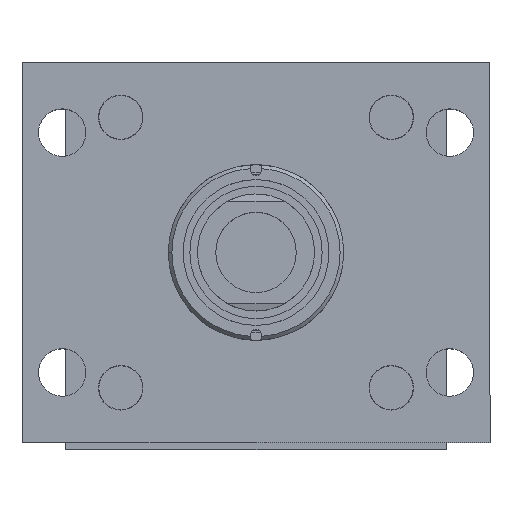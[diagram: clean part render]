
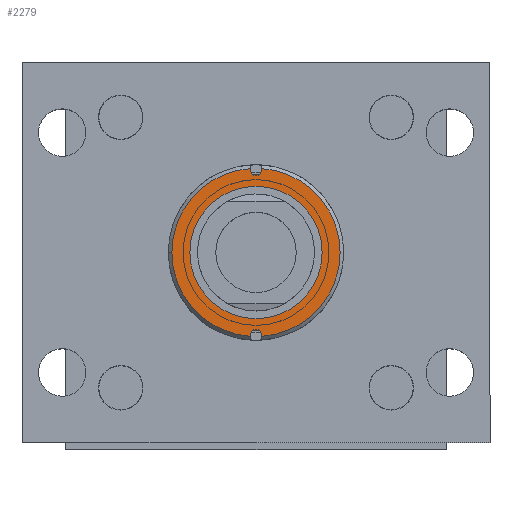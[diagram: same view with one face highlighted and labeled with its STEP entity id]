
A CAD part, top view. The second image highlights one B-rep face of the part: STEP entity #2279.
In plain terms, the highlighted planar face has unit normal (0, 0, 1).
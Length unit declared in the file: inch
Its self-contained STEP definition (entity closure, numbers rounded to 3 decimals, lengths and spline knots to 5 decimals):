
#256 = DIRECTION ( 'NONE',  ( 0., 0., 1. ) ) ;
#272 = AXIS2_PLACEMENT_3D ( 'NONE', #5813, #3421, #5852 ) ;
#494 = EDGE_CURVE ( 'NONE', #4713, #10063, #2360, .T. ) ;
#730 = CARTESIAN_POINT ( 'NONE',  ( 19.1531, 43.55073, -2.93519 ) ) ;
#1021 = EDGE_CURVE ( 'NONE', #5782, #8289, #2229, .T. ) ;
#1069 = CARTESIAN_POINT ( 'NONE',  ( 19.1531, 43.55073, -2.93519 ) ) ;
#1073 = ORIENTED_EDGE ( 'NONE', *, *, #9737, .F. ) ;
#1175 = EDGE_CURVE ( 'NONE', #5487, #8929, #7657, .T. ) ;
#1426 = CIRCLE ( 'NONE', #8482, 0.094 ) ;
#1606 = DIRECTION ( 'NONE',  ( -1., 0., 0. ) ) ;
#1877 = DIRECTION ( 'NONE',  ( 0., -1., 0. ) ) ;
#1960 = CARTESIAN_POINT ( 'NONE',  ( 19.2471, 42.4197, -2.93519 ) ) ;
#1962 = DIRECTION ( 'NONE',  ( 0., 0., -1. ) ) ;
#2117 = ORIENTED_EDGE ( 'NONE', *, *, #494, .T. ) ;
#2151 = AXIS2_PLACEMENT_3D ( 'NONE', #8818, #7958, #8780 ) ;
#2219 = CIRCLE ( 'NONE', #7354, 1.438 ) ;
#2229 = CIRCLE ( 'NONE', #2151, 1.13104 ) ;
#2279 = ADVANCED_FACE ( 'NONE', ( #5985, #10048 ), #4892, .T. ) ;
#2360 = LINE ( 'NONE', #730, #6389 ) ;
#2457 = LINE ( 'NONE', #1069, #4233 ) ;
#2603 = DIRECTION ( 'NONE',  ( 0., 1., 0. ) ) ;
#2699 = AXIS2_PLACEMENT_3D ( 'NONE', #9613, #7202, #1606 ) ;
#2746 = AXIS2_PLACEMENT_3D ( 'NONE', #9085, #1962, #9914 ) ;
#2839 = EDGE_CURVE ( 'NONE', #4940, #8549, #5626, .T. ) ;
#3195 = CARTESIAN_POINT ( 'NONE',  ( 19.3411, 40.98477, -2.93519 ) ) ;
#3286 = DIRECTION ( 'NONE',  ( 1., 0., 0. ) ) ;
#3421 = DIRECTION ( 'NONE',  ( 0., 0., 1. ) ) ;
#3516 = EDGE_CURVE ( 'NONE', #4713, #4506, #1426, .T. ) ;
#3679 = VERTEX_POINT ( 'NONE', #8508 ) ;
#3756 = AXIS2_PLACEMENT_3D ( 'NONE', #4371, #7575, #9123 ) ;
#3950 = LINE ( 'NONE', #9056, #7486 ) ;
#3991 = EDGE_CURVE ( 'NONE', #4506, #5487, #3950, .T. ) ;
#4028 = AXIS2_PLACEMENT_3D ( 'NONE', #8982, #7301, #3286 ) ;
#4233 = VECTOR ( 'NONE', #1877, 39.37008 ) ;
#4311 = CARTESIAN_POINT ( 'NONE',  ( 19.3411, 43.55073, -2.93519 ) ) ;
#4371 = CARTESIAN_POINT ( 'NONE',  ( 19.2471, 42.4197, -2.93519 ) ) ;
#4378 = EDGE_LOOP ( 'NONE', ( #1073, #5561, #7006, #5423, #6799, #2117, #5887, #5291, #6253 ) ) ;
#4506 = VERTEX_POINT ( 'NONE', #8079 ) ;
#4560 = CARTESIAN_POINT ( 'NONE',  ( 19.1531, 43.8257, -2.93519 ) ) ;
#4713 = VERTEX_POINT ( 'NONE', #4560 ) ;
#4880 = CARTESIAN_POINT ( 'NONE',  ( 19.3411, 43.85462, -2.93519 ) ) ;
#4892 = PLANE ( 'NONE',  #4028 ) ;
#4940 = VERTEX_POINT ( 'NONE', #10313 ) ;
#5100 = CARTESIAN_POINT ( 'NONE',  ( 19.2471, 43.8257, -2.93519 ) ) ;
#5291 = ORIENTED_EDGE ( 'NONE', *, *, #2839, .F. ) ;
#5423 = ORIENTED_EDGE ( 'NONE', *, *, #3991, .F. ) ;
#5487 = VERTEX_POINT ( 'NONE', #4880 ) ;
#5561 = ORIENTED_EDGE ( 'NONE', *, *, #6400, .T. ) ;
#5626 = CIRCLE ( 'NONE', #2746, 1.438 ) ;
#5782 = VERTEX_POINT ( 'NONE', #9216 ) ;
#5813 = CARTESIAN_POINT ( 'NONE',  ( 19.2471, 41.0137, -2.93519 ) ) ;
#5850 = EDGE_CURVE ( 'NONE', #8549, #10063, #2219, .T. ) ;
#5852 = DIRECTION ( 'NONE',  ( 1., 0., 0. ) ) ;
#5887 = ORIENTED_EDGE ( 'NONE', *, *, #5850, .F. ) ;
#5985 = FACE_BOUND ( 'NONE', #9690, .T. ) ;
#6253 = ORIENTED_EDGE ( 'NONE', *, *, #6440, .F. ) ;
#6389 = VECTOR ( 'NONE', #7096, 39.37008 ) ;
#6400 = EDGE_CURVE ( 'NONE', #8819, #8929, #6627, .T. ) ;
#6419 = CARTESIAN_POINT ( 'NONE',  ( 18.11607, 42.4197, -2.93519 ) ) ;
#6440 = EDGE_CURVE ( 'NONE', #3679, #4940, #2457, .T. ) ;
#6611 = CARTESIAN_POINT ( 'NONE',  ( 17.8091, 42.4197, -2.93519 ) ) ;
#6627 = LINE ( 'NONE', #4311, #9532 ) ;
#6759 = DIRECTION ( 'NONE',  ( -1., 0., 0. ) ) ;
#6799 = ORIENTED_EDGE ( 'NONE', *, *, #3516, .F. ) ;
#6862 = DIRECTION ( 'NONE',  ( 0., 0., -1. ) ) ;
#7006 = ORIENTED_EDGE ( 'NONE', *, *, #1175, .F. ) ;
#7096 = DIRECTION ( 'NONE',  ( 0., 1., 0. ) ) ;
#7202 = DIRECTION ( 'NONE',  ( 0., 0., -1. ) ) ;
#7301 = DIRECTION ( 'NONE',  ( 0., 0., 1. ) ) ;
#7354 = AXIS2_PLACEMENT_3D ( 'NONE', #1960, #6862, #6759 ) ;
#7486 = VECTOR ( 'NONE', #2603, 39.37008 ) ;
#7575 = DIRECTION ( 'NONE',  ( 0., 0., -1. ) ) ;
#7657 = CIRCLE ( 'NONE', #3756, 1.438 ) ;
#7850 = ORIENTED_EDGE ( 'NONE', *, *, #8895, .T. ) ;
#7958 = DIRECTION ( 'NONE',  ( 0., 0., -1. ) ) ;
#8034 = CARTESIAN_POINT ( 'NONE',  ( 19.1531, 43.85462, -2.93519 ) ) ;
#8079 = CARTESIAN_POINT ( 'NONE',  ( 19.3411, 43.8257, -2.93519 ) ) ;
#8101 = ORIENTED_EDGE ( 'NONE', *, *, #1021, .T. ) ;
#8289 = VERTEX_POINT ( 'NONE', #6419 ) ;
#8367 = CIRCLE ( 'NONE', #272, 0.094 ) ;
#8409 = CIRCLE ( 'NONE', #2699, 1.13104 ) ;
#8482 = AXIS2_PLACEMENT_3D ( 'NONE', #5100, #256, #9944 ) ;
#8508 = CARTESIAN_POINT ( 'NONE',  ( 19.1531, 41.0137, -2.93519 ) ) ;
#8549 = VERTEX_POINT ( 'NONE', #6611 ) ;
#8780 = DIRECTION ( 'NONE',  ( -1., 0., 0. ) ) ;
#8818 = CARTESIAN_POINT ( 'NONE',  ( 19.2471, 42.4197, -2.93519 ) ) ;
#8819 = VERTEX_POINT ( 'NONE', #9706 ) ;
#8895 = EDGE_CURVE ( 'NONE', #8289, #5782, #8409, .T. ) ;
#8929 = VERTEX_POINT ( 'NONE', #3195 ) ;
#8982 = CARTESIAN_POINT ( 'NONE',  ( 19.2471, 43.55073, -2.93519 ) ) ;
#9056 = CARTESIAN_POINT ( 'NONE',  ( 19.3411, 43.55073, -2.93519 ) ) ;
#9085 = CARTESIAN_POINT ( 'NONE',  ( 19.2471, 42.4197, -2.93519 ) ) ;
#9123 = DIRECTION ( 'NONE',  ( -1., 0., 0. ) ) ;
#9216 = CARTESIAN_POINT ( 'NONE',  ( 20.37814, 42.4197, -2.93519 ) ) ;
#9532 = VECTOR ( 'NONE', #9974, 39.37008 ) ;
#9613 = CARTESIAN_POINT ( 'NONE',  ( 19.2471, 42.4197, -2.93519 ) ) ;
#9690 = EDGE_LOOP ( 'NONE', ( #7850, #8101 ) ) ;
#9706 = CARTESIAN_POINT ( 'NONE',  ( 19.3411, 41.0137, -2.93519 ) ) ;
#9737 = EDGE_CURVE ( 'NONE', #8819, #3679, #8367, .T. ) ;
#9914 = DIRECTION ( 'NONE',  ( -1., 0., 0. ) ) ;
#9944 = DIRECTION ( 'NONE',  ( 1., 0., 0. ) ) ;
#9974 = DIRECTION ( 'NONE',  ( 0., -1., 0. ) ) ;
#10048 = FACE_OUTER_BOUND ( 'NONE', #4378, .T. ) ;
#10063 = VERTEX_POINT ( 'NONE', #8034 ) ;
#10313 = CARTESIAN_POINT ( 'NONE',  ( 19.1531, 40.98477, -2.93519 ) ) ;
